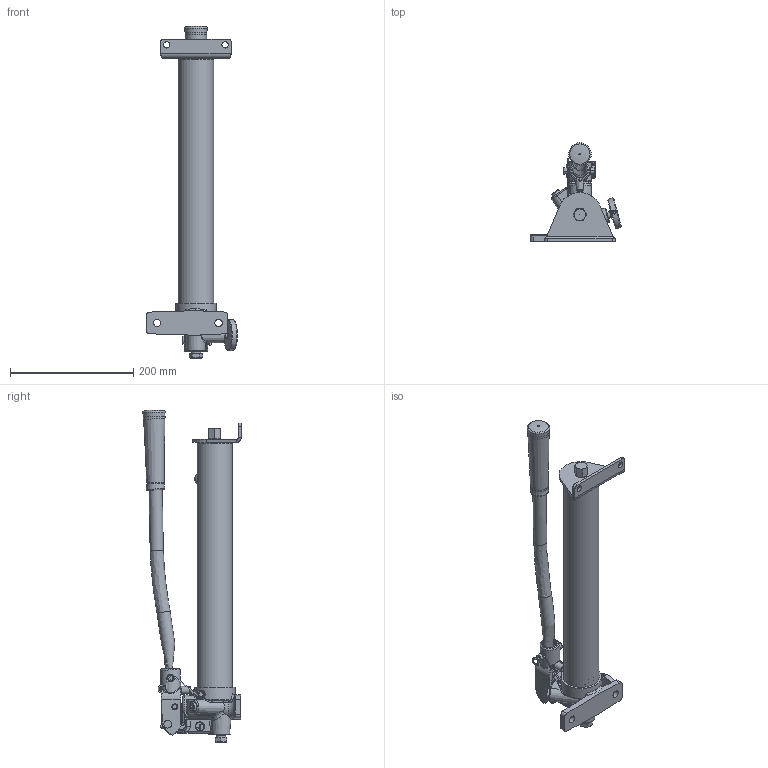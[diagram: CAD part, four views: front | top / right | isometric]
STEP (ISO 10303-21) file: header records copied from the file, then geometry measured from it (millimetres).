
FILE_DESCRIPTION (( 'STEP AP203' ), '1' );
FILE_NAME ('H5400.STEP', '2018-05-25T00:35:06', ( '' ), ( '' ), 'SwSTEP 2.0', 'SolidWorks 2018', '' );
FILE_SCHEMA (( 'CONFIG_CONTROL_DESIGN' ));
Length unit declared in the file: millimetre
Products named in the file (1): H5400
Bounding box: 147.47 x 160.14 x 539.69 mm (x, y, z)
Volume: 711660.2 mm3; surface area: 339351.6 mm2
Topology: 28 solids, 28 shells, 758 faces, 1776 edges, 1069 vertices
Faces by surface type: cylinder 237, plane 223, cone 108, bspline 87, torus 83, sphere 20
Full cylindrical faces by diameter (mm): 1.8 x3, 2 x3, 2.3 x1, 3 x4, 3.2 x4, 3.6 x1, 4 x2, 4.5 x2, 5 x5, 5.5 x1, 6 x7, 6.1 x2, 6.5 x1, 7 x1, 7.2 x1, 7.9 x2, 8.433 x2, 8.499 x1, 9.2 x1, 9.3 x1, 9.347 x2, 9.4 x1, 9.53 x2, 9.6 x6, 10 x4, 10.2 x2, 10.5 x4, 11.9 x1, 12 x4, 12.1 x1
Entity records: 26009 total; most frequent: CARTESIAN_POINT 10617, DIRECTION 3137, ORIENTED_EDGE 2900, EDGE_CURVE 1450, AXIS2_PLACEMENT_3D 1350, EDGE_LOOP 1077, VERTEX_POINT 995, FACE_OUTER_BOUND 895
